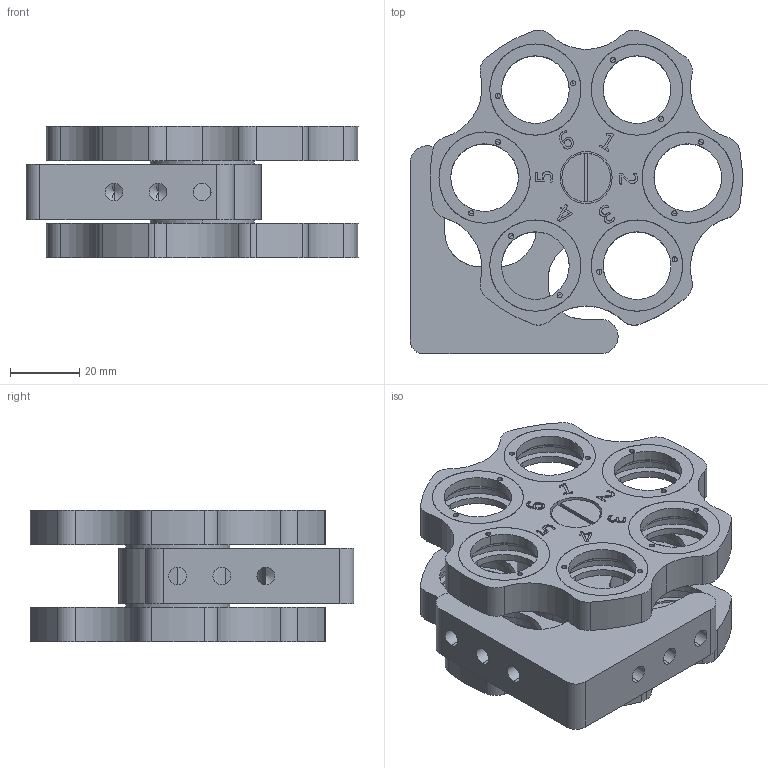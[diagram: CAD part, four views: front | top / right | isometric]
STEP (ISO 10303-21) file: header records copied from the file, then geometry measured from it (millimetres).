
FILE_DESCRIPTION (( 'STEP AP203' ), '1' );
FILE_NAME ('04RFH-2.STEP', '2016-04-14T03:53:31', ( '' ), ( '' ), 'SwSTEP 2.0', 'SolidWorks 2016', '' );
FILE_SCHEMA (( 'CONFIG_CONTROL_DESIGN' ));
Length unit declared in the file: millimetre
Products named in the file (1): 04RFH-2
Bounding box: 95.73 x 93.34 x 38 mm (x, y, z)
Volume: 97822.4 mm3; surface area: 60072.9 mm2
Topology: 30 solids, 30 shells, 648 faces, 1667 edges, 1114 vertices
Faces by surface type: cylinder 320, plane 171, bspline 138, sphere 12, cone 7
Entity records: 26626 total; most frequent: CARTESIAN_POINT 10979, ORIENTED_EDGE 3262, DIRECTION 3045, EDGE_CURVE 1631, AXIS2_PLACEMENT_3D 1186, VERTEX_POINT 1094, EDGE_LOOP 845, CIRCLE 675
